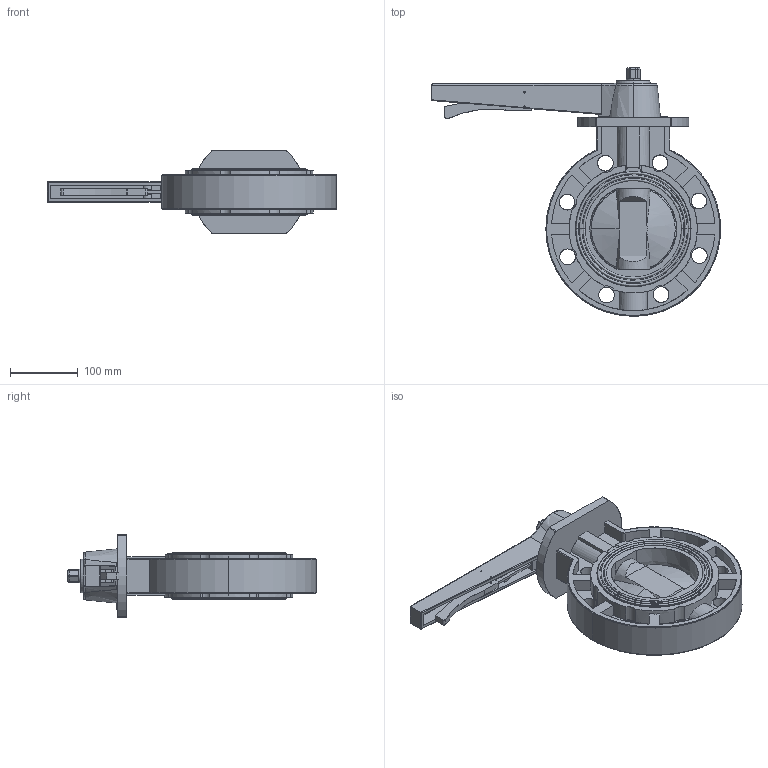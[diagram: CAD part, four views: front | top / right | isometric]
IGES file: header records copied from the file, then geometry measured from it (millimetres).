
Start section: SolidWorks IGES file using analytic representation for surfaces
Global section: file name: BF902        125A .IGS; native system: SolidWorks 2017; preprocessor: SolidWorks 2017; author: D1712-001!; date: 221026.150502; units: millimetre
Bounding box: 425.5 x 365.7 x 121 mm (x, y, z)
Surface area: 353231.9 mm2 (no closed solid volume)
Topology: 0 solids, 0 shells, 414 faces, 6482 edges, 6478 vertices
Faces by surface type: revolution 213, bspline 201
